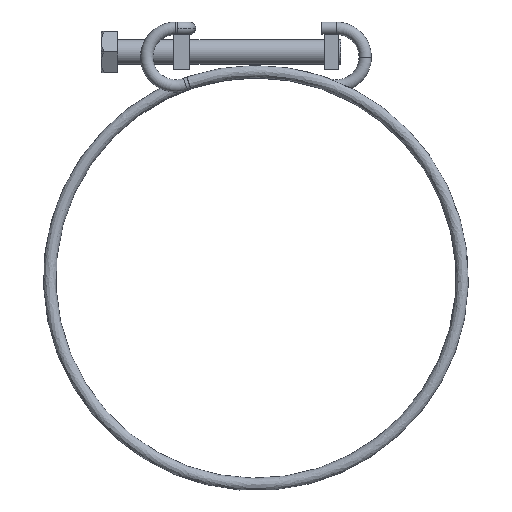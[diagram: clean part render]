
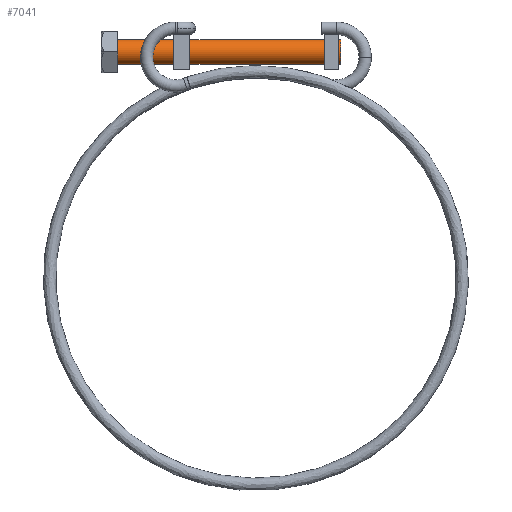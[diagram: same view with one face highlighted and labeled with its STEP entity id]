
A CAD part, top view. The second image highlights one B-rep face of the part: STEP entity #7041.
In plain terms, the highlighted cylindrical face has radius 3 mm (diameter 6 mm), a partial arc.
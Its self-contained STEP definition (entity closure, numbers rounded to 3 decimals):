
#209 = DIRECTION ( 'NONE',  ( 1., 0., 0. ) ) ;
#452 = CIRCLE ( 'NONE', #2497, 3. ) ;
#845 = VECTOR ( 'NONE', #4625, 1000. ) ;
#860 = DIRECTION ( 'NONE',  ( 0., 1., 0. ) ) ;
#1486 = CARTESIAN_POINT ( 'NONE',  ( -33.507, 51.8, 0. ) ) ;
#1751 = AXIS2_PLACEMENT_3D ( 'NONE', #5655, #8936, #860 ) ;
#1901 = DIRECTION ( 'NONE',  ( -1., 0., 0. ) ) ;
#2019 = CIRCLE ( 'NONE', #1751, 3. ) ;
#2129 = ORIENTED_EDGE ( 'NONE', *, *, #2503, .T. ) ;
#2172 = CARTESIAN_POINT ( 'NONE',  ( -33.507, 54.8, 0. ) ) ;
#2497 = AXIS2_PLACEMENT_3D ( 'NONE', #2172, #209, #4951 ) ;
#2503 = EDGE_CURVE ( 'NONE', #4726, #8598, #6820, .T. ) ;
#2772 = CARTESIAN_POINT ( 'NONE',  ( 20.493, 57.8, 0. ) ) ;
#3569 = VERTEX_POINT ( 'NONE', #4987 ) ;
#3579 = VERTEX_POINT ( 'NONE', #1486 ) ;
#3600 = CARTESIAN_POINT ( 'NONE',  ( -33.507, 57.8, 0. ) ) ;
#3848 = DIRECTION ( 'NONE',  ( -1., 0., 0. ) ) ;
#4615 = ORIENTED_EDGE ( 'NONE', *, *, #6772, .T. ) ;
#4625 = DIRECTION ( 'NONE',  ( -1., 0., 0. ) ) ;
#4684 = EDGE_CURVE ( 'NONE', #4726, #3569, #2019, .T. ) ;
#4726 = VERTEX_POINT ( 'NONE', #5348 ) ;
#4815 = EDGE_LOOP ( 'NONE', ( #7692, #2129, #4615, #7468 ) ) ;
#4951 = DIRECTION ( 'NONE',  ( 0., 1., 0. ) ) ;
#4987 = CARTESIAN_POINT ( 'NONE',  ( 20.493, 51.8, 0. ) ) ;
#5112 = CARTESIAN_POINT ( 'NONE',  ( 20.493, 51.8, 0. ) ) ;
#5278 = FACE_OUTER_BOUND ( 'NONE', #4815, .T. ) ;
#5348 = CARTESIAN_POINT ( 'NONE',  ( 20.493, 57.8, 0. ) ) ;
#5549 = EDGE_CURVE ( 'NONE', #3569, #3579, #7924, .T. ) ;
#5655 = CARTESIAN_POINT ( 'NONE',  ( 20.493, 54.8, 0. ) ) ;
#6037 = CYLINDRICAL_SURFACE ( 'NONE', #7865, 3. ) ;
#6692 = VECTOR ( 'NONE', #3848, 1000. ) ;
#6772 = EDGE_CURVE ( 'NONE', #8598, #3579, #452, .T. ) ;
#6820 = LINE ( 'NONE', #2772, #845 ) ;
#7041 = ADVANCED_FACE ( 'NONE', ( #5278 ), #6037, .T. ) ;
#7468 = ORIENTED_EDGE ( 'NONE', *, *, #5549, .F. ) ;
#7692 = ORIENTED_EDGE ( 'NONE', *, *, #4684, .F. ) ;
#7853 = DIRECTION ( 'NONE',  ( 0., -1., 0. ) ) ;
#7865 = AXIS2_PLACEMENT_3D ( 'NONE', #8823, #1901, #7853 ) ;
#7924 = LINE ( 'NONE', #5112, #6692 ) ;
#8598 = VERTEX_POINT ( 'NONE', #3600 ) ;
#8823 = CARTESIAN_POINT ( 'NONE',  ( 20.493, 54.8, 0. ) ) ;
#8936 = DIRECTION ( 'NONE',  ( 1., 0., 0. ) ) ;
